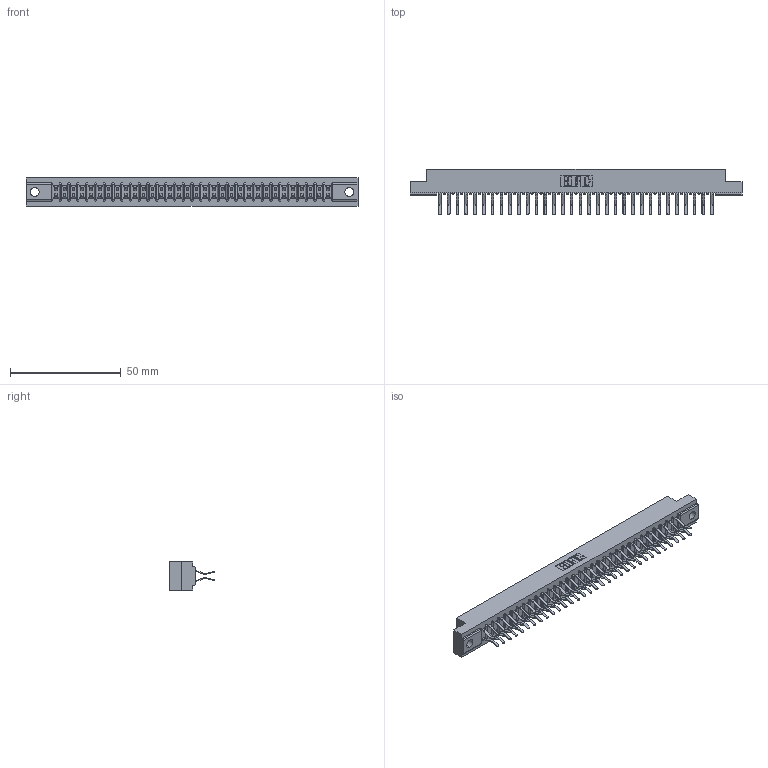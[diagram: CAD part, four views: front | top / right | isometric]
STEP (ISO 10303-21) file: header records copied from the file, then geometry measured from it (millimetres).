
FILE_DESCRIPTION (( 'STEP AP203' ), '1' );
FILE_NAME ('307-064-460-202.STEP', '2020-09-30T18:45:19', ( '' ), ( '' ), 'SwSTEP 2.0', 'SolidWorks 2020', '' );
FILE_SCHEMA (( 'CONFIG_CONTROL_DESIGN' ));
Length unit declared in the file: inch
Products named in the file (3): 307-290-001_560; 307 Part_.128 Dia Mounting Holes; 307-064-460-202
Assembly tree (65 placements, depth 2):
  307-064-460-202
    307 Part_.128 Dia Mounting Holes
    307-290-001_560  x64
Bounding box: 149.81 x 20.73 x 12.7 mm (x, y, z)
Volume: 15851.5 mm3; surface area: 19424.5 mm2
Topology: 65 solids, 65 shells, 3351 faces, 9411 edges, 6098 vertices
Faces by surface type: plane 2182, cylinder 1103, sphere 66
Entity records: 29796 total; most frequent: CARTESIAN_POINT 4876, ORIENTED_EDGE 4830, DIRECTION 4781, EDGE_CURVE 2415, LINE 1847, VECTOR 1847, VERTEX_POINT 1562, AXIS2_PLACEMENT_3D 1467
